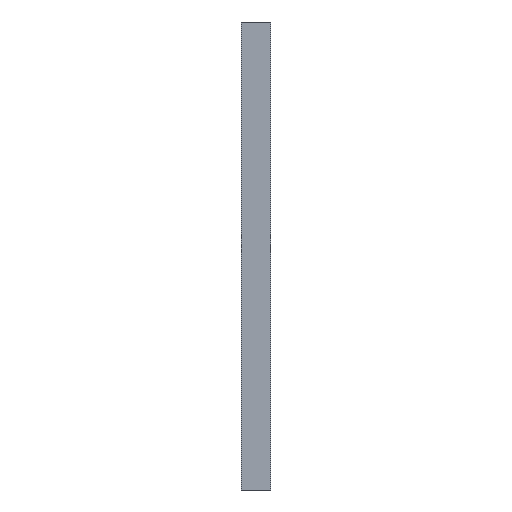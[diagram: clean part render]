
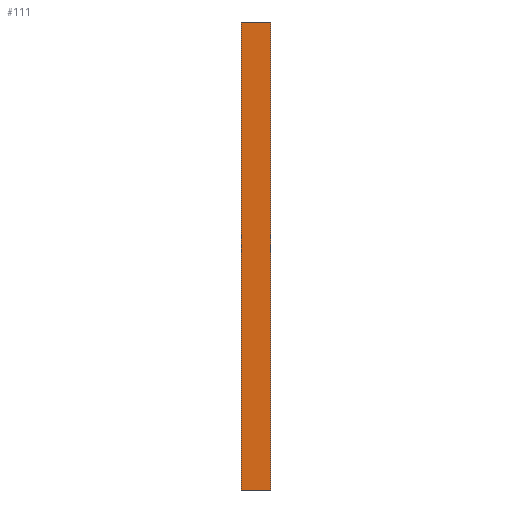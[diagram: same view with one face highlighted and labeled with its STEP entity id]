
A CAD part, left-side view. The second image highlights one B-rep face of the part: STEP entity #111.
In plain terms, the highlighted planar face has unit normal (-1, 0, 0).
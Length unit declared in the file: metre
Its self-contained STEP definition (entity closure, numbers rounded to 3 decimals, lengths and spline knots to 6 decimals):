
#111 = ADVANCED_FACE( 'NONE', ( #292 ), #293, .F. );
#292 = FACE_OUTER_BOUND( '', #467, .T. );
#293 = PLANE( '', #468 );
#467 = EDGE_LOOP( '', ( #704, #705, #706, #707 ) );
#468 = AXIS2_PLACEMENT_3D( '', #708, #709, #710 );
#704 = ORIENTED_EDGE( '', *, *, #741, .T. );
#705 = ORIENTED_EDGE( '', *, *, #772, .F. );
#706 = ORIENTED_EDGE( '', *, *, #780, .F. );
#707 = ORIENTED_EDGE( '', *, *, #815, .T. );
#708 = CARTESIAN_POINT( '', ( -0.004, 0.0025, -0.004 ) );
#709 = DIRECTION( '', ( 1., 0., 0. ) );
#710 = DIRECTION( '', ( 0., 1., 0. ) );
#741 = EDGE_CURVE( 'NONE', #840, #844, #846, .T. );
#772 = EDGE_CURVE( 'NONE', #901, #844, #903, .T. );
#780 = EDGE_CURVE( 'NONE', #913, #901, #915, .T. );
#815 = EDGE_CURVE( 'NONE', #913, #840, #966, .T. );
#840 = VERTEX_POINT( 'NONE', #991 );
#844 = VERTEX_POINT( 'NONE', #997 );
#846 = LINE( '', #1000, #1001 );
#901 = VERTEX_POINT( 'NONE', #1057 );
#903 = LINE( '', #1060, #1061 );
#913 = VERTEX_POINT( 'NONE', #1072 );
#915 = LINE( '', #1075, #1076 );
#966 = LINE( '', #1128, #1129 );
#991 = CARTESIAN_POINT( '', ( -0.004, 0., -0.004 ) );
#997 = CARTESIAN_POINT( '', ( -0.004, 0., 0.036 ) );
#1000 = CARTESIAN_POINT( '', ( -0.004, 0., -0.004 ) );
#1001 = VECTOR( '', #1159, 1. );
#1057 = CARTESIAN_POINT( '', ( -0.004, 0.0025, 0.036 ) );
#1060 = CARTESIAN_POINT( '', ( -0.004, 0.0025, 0.036 ) );
#1061 = VECTOR( '', #1234, 1. );
#1072 = CARTESIAN_POINT( '', ( -0.004, 0.0025, -0.004 ) );
#1075 = CARTESIAN_POINT( '', ( -0.004, 0.0025, -0.004 ) );
#1076 = VECTOR( '', #1243, 1. );
#1128 = CARTESIAN_POINT( '', ( -0.004, 0.0025, -0.004 ) );
#1129 = VECTOR( '', #1293, 1. );
#1159 = DIRECTION( '', ( 0., 0., 1. ) );
#1234 = DIRECTION( '', ( 0., -1., 0. ) );
#1243 = DIRECTION( '', ( 0., 0., 1. ) );
#1293 = DIRECTION( '', ( 0., -1., 0. ) );
